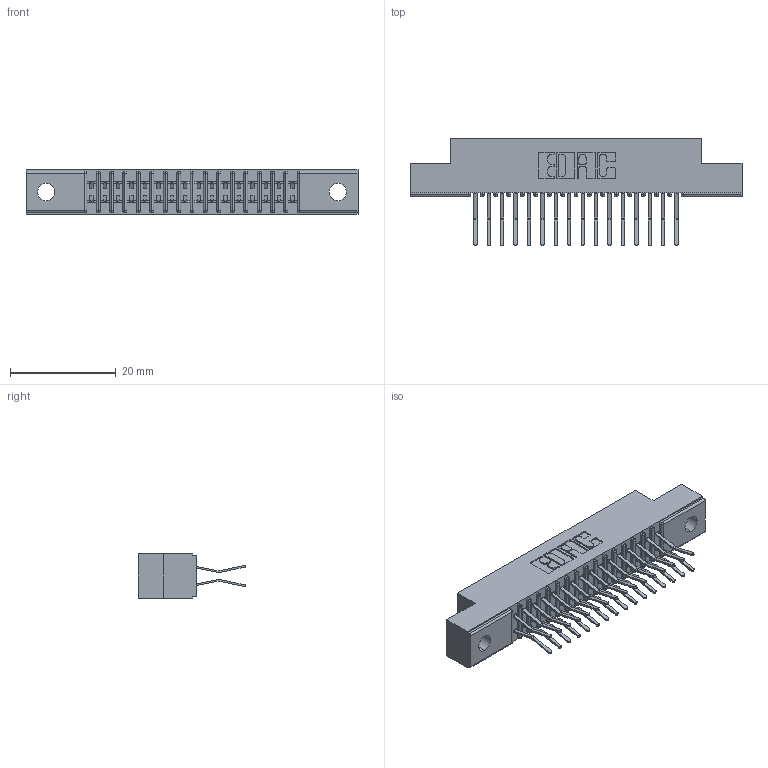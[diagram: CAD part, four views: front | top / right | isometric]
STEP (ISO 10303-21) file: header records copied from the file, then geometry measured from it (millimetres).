
FILE_DESCRIPTION (( 'STEP AP203' ), '1' );
FILE_NAME ('341-032-560-202.STEP', '2018-08-06T21:09:34', ( '' ), ( '' ), 'SwSTEP 2.0', 'SolidWorks 2016', '' );
FILE_SCHEMA (( 'CONFIG_CONTROL_DESIGN' ));
Length unit declared in the file: inch
Products named in the file (3): 341 Part_.128 (3.25) Dia Mounting Holes; 341-292-001_341-292-160; 341-032-560-202
Assembly tree (33 placements, depth 2):
  341-032-560-202
    341 Part_.128 (3.25) Dia Mounting Holes
    341-292-001_341-292-160  x32
Bounding box: 62.87 x 20.37 x 8.38 mm (x, y, z)
Volume: 3587 mm3; surface area: 7090 mm2
Topology: 33 solids, 33 shells, 2356 faces, 6828 edges, 4430 vertices
Faces by surface type: plane 1348, cylinder 944, sphere 34, torus 30
Entity records: 22969 total; most frequent: CARTESIAN_POINT 3820, ORIENTED_EDGE 3792, DIRECTION 3730, EDGE_CURVE 1896, VECTOR 1498, LINE 1498, VERTEX_POINT 1206, AXIS2_PLACEMENT_3D 1116
